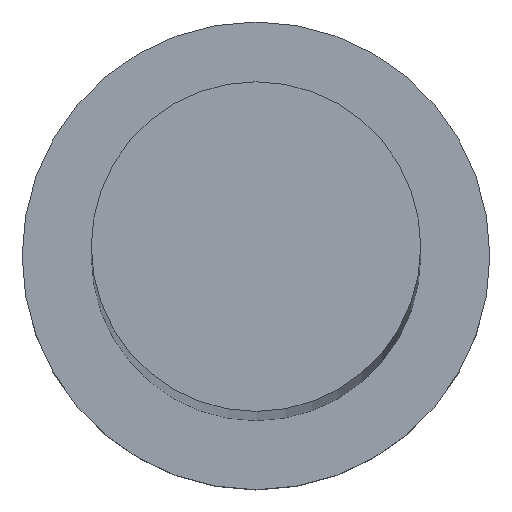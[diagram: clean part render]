
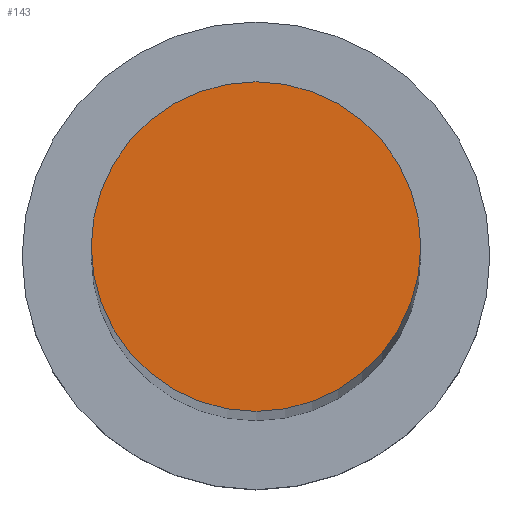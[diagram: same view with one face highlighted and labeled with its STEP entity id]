
A CAD part, top view. The second image highlights one B-rep face of the part: STEP entity #143.
In plain terms, the highlighted planar face has unit normal (0, 0, 1).
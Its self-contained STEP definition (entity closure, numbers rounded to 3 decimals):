
#2 = EDGE_LOOP ( 'NONE', ( #119, #175 ) ) ;
#16 = CARTESIAN_POINT ( 'NONE',  ( 7.75, 0., 257. ) ) ;
#38 = DIRECTION ( 'NONE',  ( 0., 0., 1. ) ) ;
#58 = VERTEX_POINT ( 'NONE', #16 ) ;
#60 = AXIS2_PLACEMENT_3D ( 'NONE', #98, #202, #254 ) ;
#62 = CIRCLE ( 'NONE', #60, 7.75 ) ;
#66 = EDGE_CURVE ( 'NONE', #58, #138, #62, .T. ) ;
#72 = CARTESIAN_POINT ( 'NONE',  ( -7.75, 0., 257. ) ) ;
#73 = PLANE ( 'NONE',  #207 ) ;
#82 = CIRCLE ( 'NONE', #184, 7.75 ) ;
#92 = DIRECTION ( 'NONE',  ( 1., 0., 0. ) ) ;
#98 = CARTESIAN_POINT ( 'NONE',  ( 0., 0., 257. ) ) ;
#107 = EDGE_CURVE ( 'NONE', #138, #58, #82, .T. ) ;
#119 = ORIENTED_EDGE ( 'NONE', *, *, #107, .T. ) ;
#130 = DIRECTION ( 'NONE',  ( 1., 0., 0. ) ) ;
#138 = VERTEX_POINT ( 'NONE', #72 ) ;
#143 = ADVANCED_FACE ( 'NONE', ( #245 ), #73, .T. ) ;
#149 = CARTESIAN_POINT ( 'NONE',  ( 0., 0., 257. ) ) ;
#151 = DIRECTION ( 'NONE',  ( 0., 0., 1. ) ) ;
#175 = ORIENTED_EDGE ( 'NONE', *, *, #66, .T. ) ;
#184 = AXIS2_PLACEMENT_3D ( 'NONE', #149, #38, #130 ) ;
#202 = DIRECTION ( 'NONE',  ( 0., 0., 1. ) ) ;
#207 = AXIS2_PLACEMENT_3D ( 'NONE', #247, #151, #92 ) ;
#245 = FACE_OUTER_BOUND ( 'NONE', #2, .T. ) ;
#247 = CARTESIAN_POINT ( 'NONE',  ( 0., 0., 257. ) ) ;
#254 = DIRECTION ( 'NONE',  ( 1., 0., 0. ) ) ;
